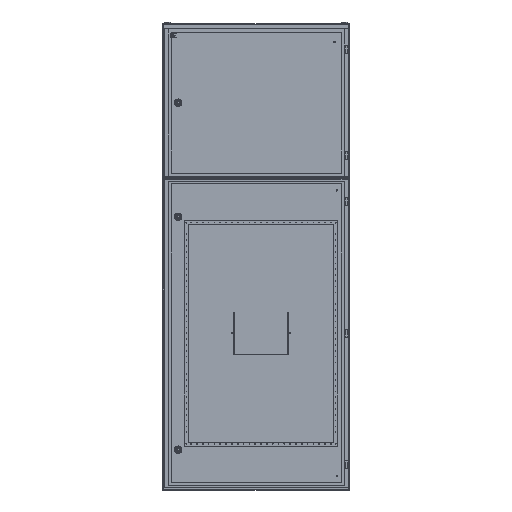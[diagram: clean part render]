
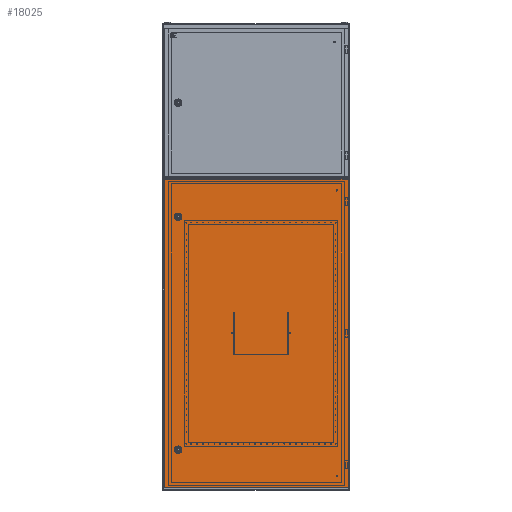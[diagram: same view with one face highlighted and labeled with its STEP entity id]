
A CAD part, top view. The second image highlights one B-rep face of the part: STEP entity #18025.
In plain terms, the highlighted planar face has unit normal (0, 0, 1).
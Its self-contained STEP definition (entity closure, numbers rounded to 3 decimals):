
#224 = CARTESIAN_POINT ( 'NONE',  ( 0., -663.5, 0. ) ) ;
#2569 = FACE_BOUND ( 'NONE', #4875, .T. ) ;
#4875 = EDGE_LOOP ( 'NONE', ( #23724, #60163 ) ) ;
#8052 = DIRECTION ( 'NONE',  ( 1., 0., 0. ) ) ;
#8202 = VERTEX_POINT ( 'NONE', #109387 ) ;
#15998 = VERTEX_POINT ( 'NONE', #45623 ) ;
#16710 = PLANE ( 'NONE',  #69485 ) ;
#17433 = LINE ( 'NONE', #224, #70781 ) ;
#18025 = ADVANCED_FACE ( 'NONE', ( #62900, #2569, #32086 ), #16710, .T. ) ;
#19609 = VERTEX_POINT ( 'NONE', #32453 ) ;
#20715 = CARTESIAN_POINT ( 'NONE',  ( 58.5, 500., 0. ) ) ;
#22735 = ORIENTED_EDGE ( 'NONE', *, *, #29157, .T. ) ;
#23724 = ORIENTED_EDGE ( 'NONE', *, *, #95695, .F. ) ;
#27571 = DIRECTION ( 'NONE',  ( 0., 0., 1. ) ) ;
#29157 = EDGE_CURVE ( 'NONE', #8202, #15998, #114104, .T. ) ;
#31204 = VECTOR ( 'NONE', #81238, 1000. ) ;
#31310 = CARTESIAN_POINT ( 'NONE',  ( 60., 500., 0. ) ) ;
#32086 = FACE_OUTER_BOUND ( 'NONE', #60814, .T. ) ;
#32453 = CARTESIAN_POINT ( 'NONE',  ( 58.5, -500., 0. ) ) ;
#33083 = CARTESIAN_POINT ( 'NONE',  ( 61.5, -500., 0. ) ) ;
#36623 = DIRECTION ( 'NONE',  ( -1., 0., 0. ) ) ;
#39793 = LINE ( 'NONE', #84104, #87572 ) ;
#41624 = DIRECTION ( 'NONE',  ( 0., 1., 0. ) ) ;
#42757 = VERTEX_POINT ( 'NONE', #55896 ) ;
#42960 = EDGE_CURVE ( 'NONE', #101666, #49780, #93806, .T. ) ;
#43843 = CIRCLE ( 'NONE', #45848, 1.5 ) ;
#45623 = CARTESIAN_POINT ( 'NONE',  ( 0., -663.5, 0. ) ) ;
#45848 = AXIS2_PLACEMENT_3D ( 'NONE', #31310, #103228, #93031 ) ;
#46723 = AXIS2_PLACEMENT_3D ( 'NONE', #81359, #27571, #36623 ) ;
#47125 = ORIENTED_EDGE ( 'NONE', *, *, #107576, .T. ) ;
#49780 = VERTEX_POINT ( 'NONE', #81720 ) ;
#53180 = ORIENTED_EDGE ( 'NONE', *, *, #54974, .T. ) ;
#54974 = EDGE_CURVE ( 'NONE', #15998, #42757, #17433, .T. ) ;
#55172 = ORIENTED_EDGE ( 'NONE', *, *, #87226, .F. ) ;
#55188 = CIRCLE ( 'NONE', #46723, 1.5 ) ;
#55896 = CARTESIAN_POINT ( 'NONE',  ( 790.5, -663.5, 0. ) ) ;
#56081 = CARTESIAN_POINT ( 'NONE',  ( 60., -500., 0. ) ) ;
#59215 = ORIENTED_EDGE ( 'NONE', *, *, #65632, .F. ) ;
#60163 = ORIENTED_EDGE ( 'NONE', *, *, #42960, .F. ) ;
#60814 = EDGE_LOOP ( 'NONE', ( #22735, #53180, #47125, #103000 ) ) ;
#62675 = VERTEX_POINT ( 'NONE', #33083 ) ;
#62900 = FACE_BOUND ( 'NONE', #116104, .T. ) ;
#64641 = CARTESIAN_POINT ( 'NONE',  ( 790.5, 663.5, 0. ) ) ;
#65632 = EDGE_CURVE ( 'NONE', #19609, #62675, #86789, .T. ) ;
#69485 = AXIS2_PLACEMENT_3D ( 'NONE', #97614, #115696, #8052 ) ;
#70781 = VECTOR ( 'NONE', #90120, 1000. ) ;
#75322 = AXIS2_PLACEMENT_3D ( 'NONE', #56081, #92243, #82798 ) ;
#79086 = VECTOR ( 'NONE', #41624, 1000. ) ;
#81238 = DIRECTION ( 'NONE',  ( 0., -1., 0. ) ) ;
#81359 = CARTESIAN_POINT ( 'NONE',  ( 60., -500., 0. ) ) ;
#81404 = VERTEX_POINT ( 'NONE', #64641 ) ;
#81720 = CARTESIAN_POINT ( 'NONE',  ( 61.5, 500., 0. ) ) ;
#82372 = CARTESIAN_POINT ( 'NONE',  ( 0., 663.5, 0. ) ) ;
#82798 = DIRECTION ( 'NONE',  ( -1., 0., 0. ) ) ;
#84104 = CARTESIAN_POINT ( 'NONE',  ( 0., 663.5, 0. ) ) ;
#86789 = CIRCLE ( 'NONE', #75322, 1.5 ) ;
#87226 = EDGE_CURVE ( 'NONE', #62675, #19609, #55188, .T. ) ;
#87572 = VECTOR ( 'NONE', #110484, 1000. ) ;
#89262 = CARTESIAN_POINT ( 'NONE',  ( 60., 500., 0. ) ) ;
#90120 = DIRECTION ( 'NONE',  ( 1., 0., 0. ) ) ;
#92243 = DIRECTION ( 'NONE',  ( 0., 0., 1. ) ) ;
#93031 = DIRECTION ( 'NONE',  ( 1., 0., 0. ) ) ;
#93806 = CIRCLE ( 'NONE', #103234, 1.5 ) ;
#94557 = LINE ( 'NONE', #104881, #79086 ) ;
#95133 = EDGE_CURVE ( 'NONE', #81404, #8202, #39793, .T. ) ;
#95695 = EDGE_CURVE ( 'NONE', #49780, #101666, #43843, .T. ) ;
#97614 = CARTESIAN_POINT ( 'NONE',  ( 0., 0., 0. ) ) ;
#101666 = VERTEX_POINT ( 'NONE', #20715 ) ;
#103000 = ORIENTED_EDGE ( 'NONE', *, *, #95133, .T. ) ;
#103228 = DIRECTION ( 'NONE',  ( 0., 0., 1. ) ) ;
#103234 = AXIS2_PLACEMENT_3D ( 'NONE', #89262, #106598, #116410 ) ;
#104881 = CARTESIAN_POINT ( 'NONE',  ( 790.5, 663.5, 0. ) ) ;
#106598 = DIRECTION ( 'NONE',  ( 0., 0., 1. ) ) ;
#107576 = EDGE_CURVE ( 'NONE', #42757, #81404, #94557, .T. ) ;
#109387 = CARTESIAN_POINT ( 'NONE',  ( 0., 663.5, 0. ) ) ;
#110484 = DIRECTION ( 'NONE',  ( -1., 0., 0. ) ) ;
#114104 = LINE ( 'NONE', #82372, #31204 ) ;
#115696 = DIRECTION ( 'NONE',  ( 0., 0., 1. ) ) ;
#116104 = EDGE_LOOP ( 'NONE', ( #55172, #59215 ) ) ;
#116410 = DIRECTION ( 'NONE',  ( 1., 0., 0. ) ) ;
